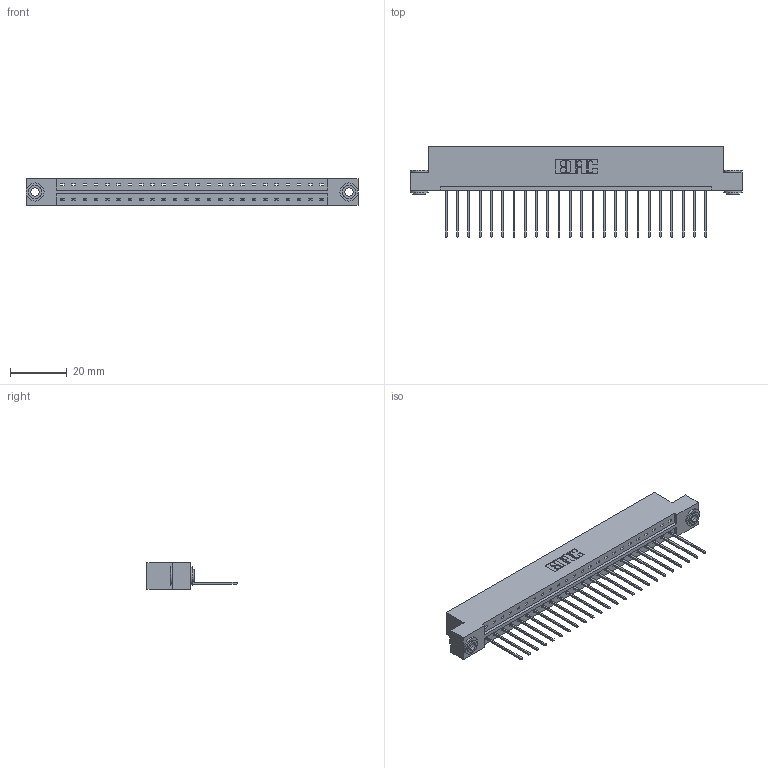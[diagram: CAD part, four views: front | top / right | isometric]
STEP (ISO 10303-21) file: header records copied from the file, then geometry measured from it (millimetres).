
FILE_DESCRIPTION (( 'STEP AP203' ), '1' );
FILE_NAME ('833-024-542-103.STEP', '2020-06-01T21:36:56', ( '' ), ( '' ), 'SwSTEP 2.0', 'SolidWorks 2020', '' );
FILE_SCHEMA (( 'CONFIG_CONTROL_DESIGN' ));
Length unit declared in the file: inch
Products named in the file (4): 345-250-002_345-250-002-102; 833-024-542-103; 833 Part_Flush - .156 Dia - TH; 345-292-001_345-293-142
Assembly tree (27 placements, depth 2):
  833-024-542-103
    833 Part_Flush - .156 Dia - TH
    345-292-001_345-293-142  x24
    345-250-002_345-250-002-102  x2
Bounding box: 116.64 x 31.63 x 9.4 mm (x, y, z)
Volume: 11654.9 mm3; surface area: 13071.8 mm2
Topology: 27 solids, 27 shells, 1544 faces, 4611 edges, 3038 vertices
Faces by surface type: plane 1088, cylinder 448, cone 8
Entity records: 17668 total; most frequent: CARTESIAN_POINT 3029, ORIENTED_EDGE 2982, DIRECTION 2625, EDGE_CURVE 1491, VECTOR 1339, LINE 1339, VERTEX_POINT 990, AXIS2_PLACEMENT_3D 643
